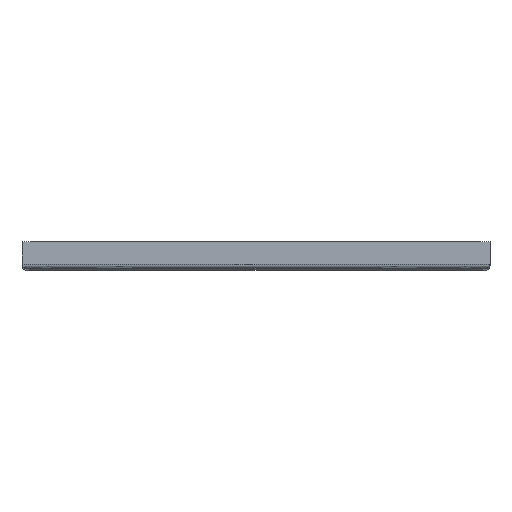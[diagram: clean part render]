
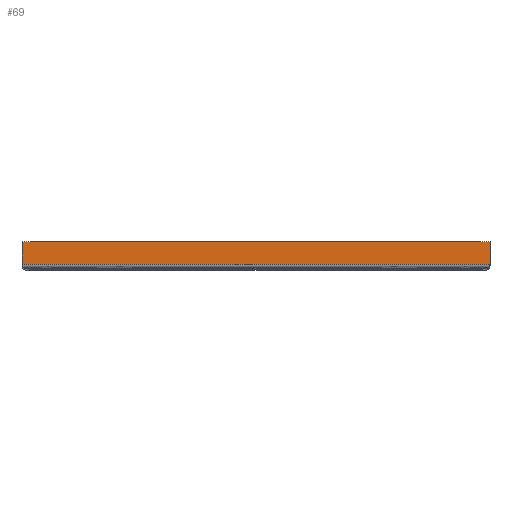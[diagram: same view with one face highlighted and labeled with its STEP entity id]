
A CAD part, top view. The second image highlights one B-rep face of the part: STEP entity #69.
In plain terms, the highlighted planar face has unit normal (0, 0, 1).
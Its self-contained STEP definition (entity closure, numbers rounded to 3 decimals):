
#69=ADVANCED_FACE('',(#147),#1351,.T.);
#147=FACE_OUTER_BOUND('',#225,.T.);
#225=EDGE_LOOP('',(#350,#351,#352,#353));
#350=ORIENTED_EDGE('',*,*,#759,.T.);
#351=ORIENTED_EDGE('',*,*,#760,.T.);
#352=ORIENTED_EDGE('',*,*,#758,.F.);
#353=ORIENTED_EDGE('',*,*,#756,.F.);
#756=EDGE_CURVE('',#1165,#1162,#1100,.T.);
#758=EDGE_CURVE('',#1162,#1166,#1102,.T.);
#759=EDGE_CURVE('',#1165,#1167,#1103,.T.);
#760=EDGE_CURVE('',#1167,#1166,#1104,.T.);
#1100=B_SPLINE_CURVE_WITH_KNOTS('',1,(#2266,#2267),.UNSPECIFIED.,.F.,.F.,
(2,2),(0.65,3.85),.UNSPECIFIED.);
#1102=B_SPLINE_CURVE_WITH_KNOTS('',1,(#2270,#2271),.UNSPECIFIED.,.F.,.F.,
(2,2),(-259.4,-192.7),.UNSPECIFIED.);
#1103=B_SPLINE_CURVE_WITH_KNOTS('',1,(#2272,#2273),.UNSPECIFIED.,.F.,.F.,
(2,2),(0.,66.7),.UNSPECIFIED.);
#1104=B_SPLINE_CURVE_WITH_KNOTS('',1,(#2274,#2275),.UNSPECIFIED.,.F.,.F.,
(2,2),(0.65,3.85),.UNSPECIFIED.);
#1162=VERTEX_POINT('',#2132);
#1165=VERTEX_POINT('',#2135);
#1166=VERTEX_POINT('',#2136);
#1167=VERTEX_POINT('',#2137);
#1351=PLANE('',#1391);
#1391=AXIS2_PLACEMENT_3D('',#1437,#1414,$);
#1414=DIRECTION('',(0.,0.,1.));
#1437=CARTESIAN_POINT('',(-33.35,-3.85,63.));
#2132=CARTESIAN_POINT('',(-33.35,0.,63.));
#2135=CARTESIAN_POINT('',(-33.35,-3.2,63.));
#2136=CARTESIAN_POINT('',(33.35,0.,63.));
#2137=CARTESIAN_POINT('',(33.35,-3.2,63.));
#2266=CARTESIAN_POINT('',(-33.35,-3.2,63.));
#2267=CARTESIAN_POINT('',(-33.35,0.,63.));
#2270=CARTESIAN_POINT('',(-33.35,0.,63.));
#2271=CARTESIAN_POINT('',(33.35,0.,63.));
#2272=CARTESIAN_POINT('',(-33.35,-3.2,63.));
#2273=CARTESIAN_POINT('',(33.35,-3.2,63.));
#2274=CARTESIAN_POINT('',(33.35,-3.2,63.));
#2275=CARTESIAN_POINT('',(33.35,0.,63.));
